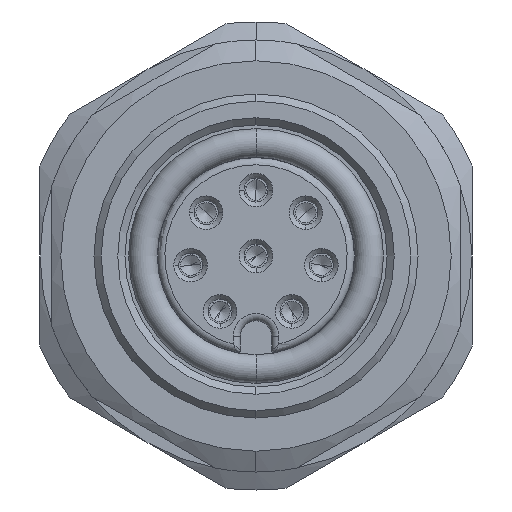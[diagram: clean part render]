
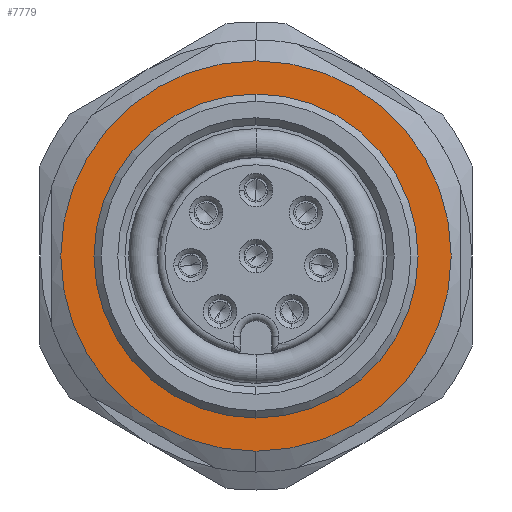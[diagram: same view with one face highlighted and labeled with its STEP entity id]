
A CAD part, left-side view. The second image highlights one B-rep face of the part: STEP entity #7779.
In plain terms, the highlighted planar face has unit normal (-1, 0, 0).
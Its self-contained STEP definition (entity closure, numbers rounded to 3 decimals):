
#2317=CARTESIAN_POINT('',(8.,0.,0.));
#2318=DIRECTION('',(-1.,0.,0.));
#2319=DIRECTION('',(0.,0.,-1.));
#2320=AXIS2_PLACEMENT_3D('',#2317,#2318,#2319);
#2322=CARTESIAN_POINT('',(8.,0.,0.));
#2323=DIRECTION('',(-1.,0.,0.));
#2324=DIRECTION('',(0.,0.,1.));
#2325=AXIS2_PLACEMENT_3D('',#2322,#2323,#2324);
#2327=CARTESIAN_POINT('',(8.,0.,0.));
#2328=DIRECTION('',(1.,0.,0.));
#2329=DIRECTION('',(0.,0.,-1.));
#2330=AXIS2_PLACEMENT_3D('',#2327,#2328,#2329);
#2332=CARTESIAN_POINT('',(8.,0.,0.));
#2333=DIRECTION('',(1.,0.,0.));
#2334=DIRECTION('',(0.,0.,1.));
#2335=AXIS2_PLACEMENT_3D('',#2332,#2333,#2334);
#3451=CARTESIAN_POINT('',(8.,0.,-8.134));
#3452=CARTESIAN_POINT('',(8.,0.,8.134));
#3453=VERTEX_POINT('',#3451);
#3454=VERTEX_POINT('',#3452);
#4280=CARTESIAN_POINT('',(8.,0.,6.75));
#4281=VERTEX_POINT('',#4280);
#4296=CARTESIAN_POINT('',(8.,0.,-6.75));
#4297=VERTEX_POINT('',#4296);
#7763=CARTESIAN_POINT('',(8.,6.75,0.));
#7764=DIRECTION('',(1.,0.,0.));
#7765=DIRECTION('',(0.,1.,0.));
#7766=AXIS2_PLACEMENT_3D('',#7763,#7764,#7765);
#7767=PLANE('',#7766);
#7769=ORIENTED_EDGE('',*,*,#7768,.F.);
#7771=ORIENTED_EDGE('',*,*,#7770,.F.);
#7772=EDGE_LOOP('',(#7769,#7771));
#7773=FACE_OUTER_BOUND('',#7772,.F.);
#7774=ORIENTED_EDGE('',*,*,#7753,.F.);
#7776=ORIENTED_EDGE('',*,*,#7775,.F.);
#7777=EDGE_LOOP('',(#7774,#7776));
#7778=FACE_BOUND('',#7777,.F.);
#7779=ADVANCED_FACE('',(#7773,#7778),#7767,.F.);
#2321=CIRCLE('',#2320,8.134);
#2326=CIRCLE('',#2325,8.134);
#2331=CIRCLE('',#2330,6.75);
#2336=CIRCLE('',#2335,6.75);
#7753=EDGE_CURVE('',#4297,#4281,#2331,.T.);
#7768=EDGE_CURVE('',#3453,#3454,#2321,.T.);
#7770=EDGE_CURVE('',#3454,#3453,#2326,.T.);
#7775=EDGE_CURVE('',#4281,#4297,#2336,.T.);
